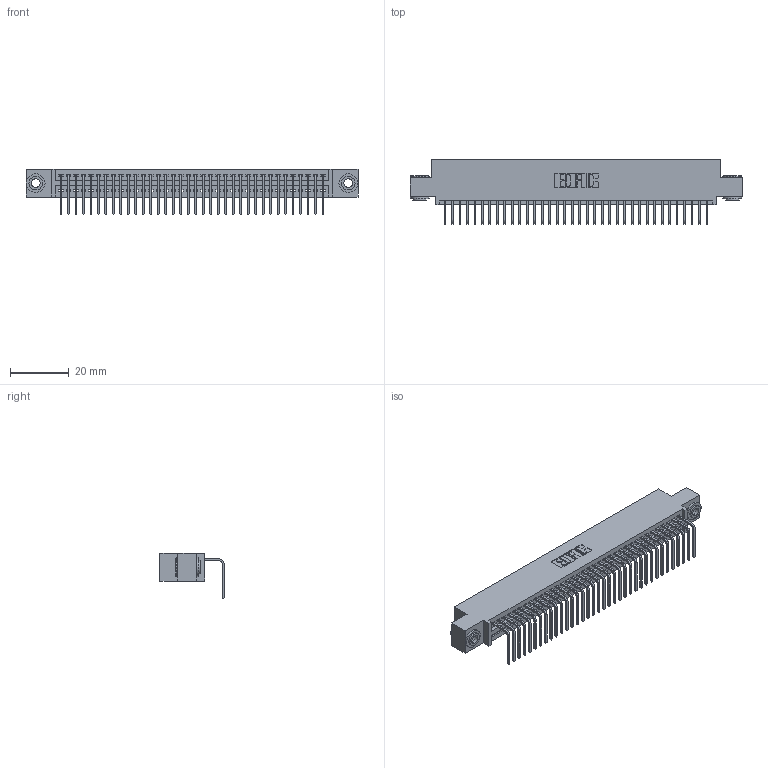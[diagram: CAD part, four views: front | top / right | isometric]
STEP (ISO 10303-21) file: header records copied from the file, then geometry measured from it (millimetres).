
FILE_DESCRIPTION (( 'STEP AP203' ), '1' );
FILE_NAME ('395-036-558-403.STEP', '2019-10-11T10:57:29', ( '' ), ( '' ), 'SwSTEP 2.0', 'SolidWorks 2016', '' );
FILE_SCHEMA (( 'CONFIG_CONTROL_DESIGN' ));
Length unit declared in the file: inch
Products named in the file (4): 395-036-558-403; 345 Part_0.110 Offset - 0.156 Dia-TH; 345-292-001_558 Tail - 2; 345-250-002_345-250-002-102
Assembly tree (39 placements, depth 2):
  395-036-558-403
    345 Part_0.110 Offset - 0.156 Dia-TH
    345-292-001_558 Tail - 2  x36
    345-250-002_345-250-002-102  x2
Bounding box: 112.65 x 21.83 x 15.37 mm (x, y, z)
Volume: 10716.3 mm3; surface area: 15160.7 mm2
Topology: 39 solids, 39 shells, 2328 faces, 6981 edges, 4602 vertices
Faces by surface type: plane 1606, cylinder 714, cone 8
Entity records: 28768 total; most frequent: CARTESIAN_POINT 4963, ORIENTED_EDGE 4926, DIRECTION 4373, EDGE_CURVE 2463, VECTOR 2163, LINE 2163, VERTEX_POINT 1638, AXIS2_PLACEMENT_3D 1105
